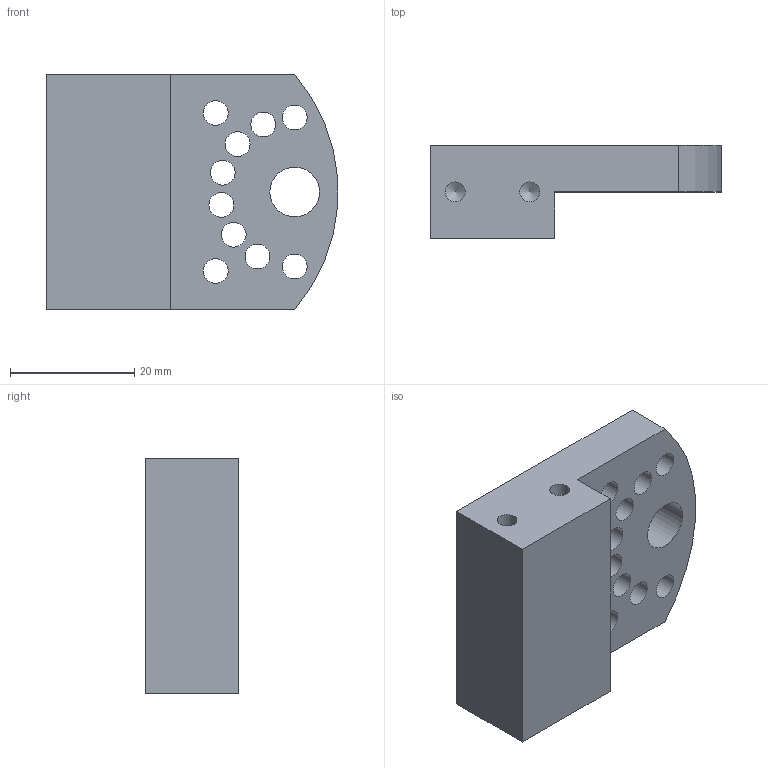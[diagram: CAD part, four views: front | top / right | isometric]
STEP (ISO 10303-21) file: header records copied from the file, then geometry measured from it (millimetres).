
FILE_DESCRIPTION(/* description */ (''),/* implementation_level */ '2;1');
FILE_NAME(/* name */ 'bridge_part.stp',/* time_stamp */ '2019-02-04T19:43:17+03:00',/* author */ (''),/* organization */ (''),/* preprocessor_version */ 'ST-DEVELOPER v16.7',/* originating_system */ 'SIEMENS PLM Software NX 12.0',/* authorisation */ '');
FILE_SCHEMA (('AUTOMOTIVE_DESIGN { 1 0 10303 214 3 1 1 1 }'));
Length unit declared in the file: millimetre
Products named in the file (1): Lupa33181BA5e4zt
Bounding box: 46.91 x 15 x 38 mm (x, y, z)
Volume: 16749.6 mm3; surface area: 6736.3 mm2
Topology: 1 solids, 1 shells, 27 faces, 75 edges, 50 vertices
Faces by surface type: cylinder 16, plane 7, cone 4
Full cylindrical faces by diameter (mm): 3.2 x4, 4 x10, 8 x1
Entity records: 806 total; most frequent: DIRECTION 136, CARTESIAN_POINT 122, ORIENTED_EDGE 96, FACE_BOUND 68, EDGE_LOOP 68, AXIS2_PLACEMENT_3D 60, EDGE_CURVE 48, VERTEX_POINT 46
